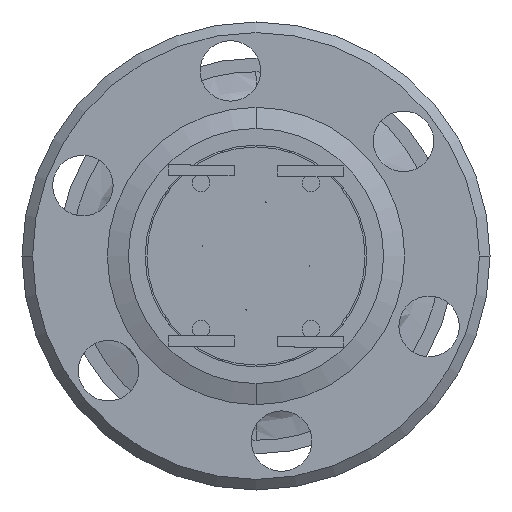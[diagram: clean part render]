
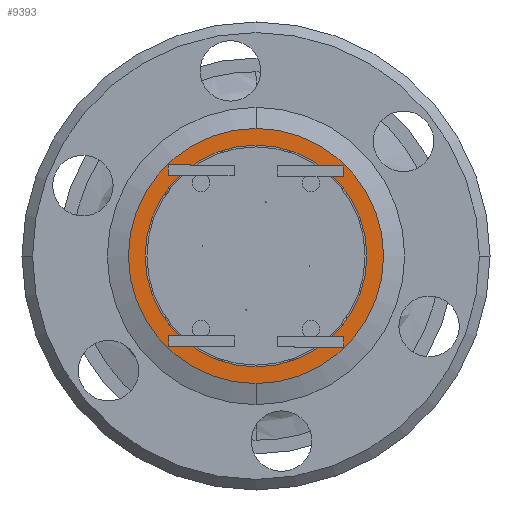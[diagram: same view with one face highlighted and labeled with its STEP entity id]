
A CAD part, front view. The second image highlights one B-rep face of the part: STEP entity #9393.
In plain terms, the highlighted planar face has unit normal (0, -1, 0).
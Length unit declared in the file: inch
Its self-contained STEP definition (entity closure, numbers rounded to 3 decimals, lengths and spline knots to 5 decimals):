
#629 = EDGE_LOOP ( 'NONE', ( #4706, #4705 ) ) ;
#631 = EDGE_LOOP ( 'NONE', ( #4708, #4707 ) ) ;
#1220 = CARTESIAN_POINT ( 'NONE',  ( 0., -0.898, -0.75058 ) ) ;
#1224 = FACE_BOUND ( 'NONE', #629, .T. ) ;
#1229 = FACE_OUTER_BOUND ( 'NONE', #631, .T. ) ;
#1230 = PLANE ( 'NONE',  #6089 ) ;
#1232 = DIRECTION ( 'NONE',  ( 0., 1., 0. ) ) ;
#1233 = DIRECTION ( 'NONE',  ( 0., 0., 1. ) ) ;
#1949 = AXIS2_PLACEMENT_3D ( 'NONE', #6912, #6911, #6909 ) ;
#1954 = CIRCLE ( 'NONE', #1949, 0.315 ) ;
#2006 = AXIS2_PLACEMENT_3D ( 'NONE', #7194, #7193, #7192 ) ;
#2010 = CIRCLE ( 'NONE', #2006, 0.315 ) ;
#2018 = AXIS2_PLACEMENT_3D ( 'NONE', #7229, #7228, #7227 ) ;
#2020 = CIRCLE ( 'NONE', #2018, 0.3625 ) ;
#2266 = CIRCLE ( 'NONE', #6498, 0.3625 ) ;
#2817 = CARTESIAN_POINT ( 'NONE',  ( 0., -0.898, -1.06558 ) ) ;
#2820 = CARTESIAN_POINT ( 'NONE',  ( 0., -0.898, -0.43558 ) ) ;
#2821 = CARTESIAN_POINT ( 'NONE',  ( 0., -0.898, -1.11308 ) ) ;
#2824 = CARTESIAN_POINT ( 'NONE',  ( 0., -0.898, -0.38808 ) ) ;
#3849 = VERTEX_POINT ( 'NONE', #2824 ) ;
#3856 = VERTEX_POINT ( 'NONE', #2821 ) ;
#3857 = VERTEX_POINT ( 'NONE', #2820 ) ;
#3863 = VERTEX_POINT ( 'NONE', #2817 ) ;
#4705 = ORIENTED_EDGE ( 'NONE', *, *, #9054, .F. ) ;
#4706 = ORIENTED_EDGE ( 'NONE', *, *, #9016, .F. ) ;
#4707 = ORIENTED_EDGE ( 'NONE', *, *, #9008, .T. ) ;
#4708 = ORIENTED_EDGE ( 'NONE', *, *, #9056, .T. ) ;
#6089 = AXIS2_PLACEMENT_3D ( 'NONE', #1220, #1232, #1233 ) ;
#6498 = AXIS2_PLACEMENT_3D ( 'NONE', #6899, #6898, #6897 ) ;
#6897 = DIRECTION ( 'NONE',  ( 0., 0., -1. ) ) ;
#6898 = DIRECTION ( 'NONE',  ( 0., -1., 0. ) ) ;
#6899 = CARTESIAN_POINT ( 'NONE',  ( 0., -0.898, -0.75058 ) ) ;
#6909 = DIRECTION ( 'NONE',  ( 0., 0., 1. ) ) ;
#6911 = DIRECTION ( 'NONE',  ( 0., -1., 0. ) ) ;
#6912 = CARTESIAN_POINT ( 'NONE',  ( 0., -0.898, -0.75058 ) ) ;
#7192 = DIRECTION ( 'NONE',  ( 0., 0., 1. ) ) ;
#7193 = DIRECTION ( 'NONE',  ( 0., -1., 0. ) ) ;
#7194 = CARTESIAN_POINT ( 'NONE',  ( 0., -0.898, -0.75058 ) ) ;
#7227 = DIRECTION ( 'NONE',  ( 0., 0., -1. ) ) ;
#7228 = DIRECTION ( 'NONE',  ( 0., -1., 0. ) ) ;
#7229 = CARTESIAN_POINT ( 'NONE',  ( 0., -0.898, -0.75058 ) ) ;
#9008 = EDGE_CURVE ( 'NONE', #3849, #3856, #2020, .T. ) ;
#9016 = EDGE_CURVE ( 'NONE', #3857, #3863, #2010, .T. ) ;
#9054 = EDGE_CURVE ( 'NONE', #3863, #3857, #1954, .T. ) ;
#9056 = EDGE_CURVE ( 'NONE', #3856, #3849, #2266, .T. ) ;
#9393 = ADVANCED_FACE ( 'NONE', ( #1229, #1224 ), #1230, .F. ) ;
